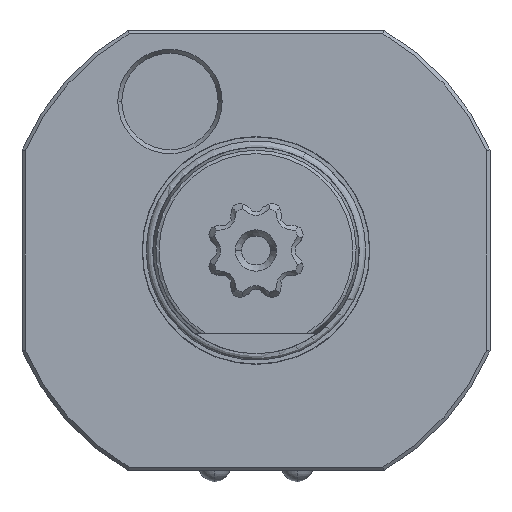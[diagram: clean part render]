
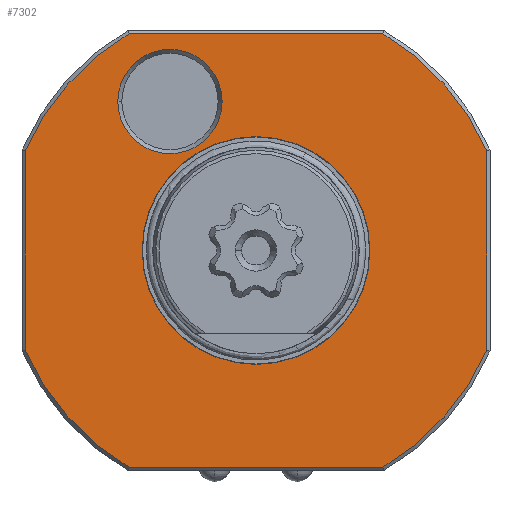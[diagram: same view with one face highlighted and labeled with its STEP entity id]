
A CAD part, left-side view. The second image highlights one B-rep face of the part: STEP entity #7302.
In plain terms, the highlighted planar face has unit normal (-1, 0, 0).
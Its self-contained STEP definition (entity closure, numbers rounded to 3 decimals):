
#234=CARTESIAN_POINT('',(-60.,0.,0.));
#235=DIRECTION('',(1.,0.,0.));
#236=DIRECTION('',(0.,-0.918,-0.397));
#237=AXIS2_PLACEMENT_3D('',#234,#235,#236);
#239=DIRECTION('',(0.,-1.,0.));
#240=VECTOR('',#239,36.878);
#241=CARTESIAN_POINT('',(-60.,18.439,-31.5));
#242=LINE('',#241,#240);
#243=CARTESIAN_POINT('',(-60.,0.,0.));
#244=DIRECTION('',(1.,0.,0.));
#245=DIRECTION('',(0.,0.505,-0.863));
#246=AXIS2_PLACEMENT_3D('',#243,#244,#245);
#248=DIRECTION('',(0.,0.,-1.));
#249=VECTOR('',#248,28.983);
#250=CARTESIAN_POINT('',(-60.,33.5,14.492));
#251=LINE('',#250,#249);
#252=CARTESIAN_POINT('',(-60.,0.,0.));
#253=DIRECTION('',(1.,0.,0.));
#254=DIRECTION('',(0.,0.918,0.397));
#255=AXIS2_PLACEMENT_3D('',#252,#253,#254);
#257=DIRECTION('',(0.,1.,0.));
#258=VECTOR('',#257,36.879);
#259=CARTESIAN_POINT('',(-60.,-18.439,31.5));
#260=LINE('',#259,#258);
#261=CARTESIAN_POINT('',(-60.,0.,0.));
#262=DIRECTION('',(1.,0.,0.));
#263=DIRECTION('',(0.,-0.505,0.863));
#264=AXIS2_PLACEMENT_3D('',#261,#262,#263);
#266=DIRECTION('',(0.,0.,1.));
#267=VECTOR('',#266,28.983);
#268=CARTESIAN_POINT('',(-60.,-33.5,
-14.491));
#269=LINE('',#268,#267);
#270=CARTESIAN_POINT('',(-60.,0.,0.));
#271=DIRECTION('',(1.,0.,0.));
#272=DIRECTION('',(0.,-1.,0.));
#273=AXIS2_PLACEMENT_3D('',#270,#271,#272);
#275=CARTESIAN_POINT('',(-60.,0.,0.));
#276=DIRECTION('',(1.,0.,0.));
#277=DIRECTION('',(0.,1.,0.));
#278=AXIS2_PLACEMENT_3D('',#275,#276,#277);
#280=CARTESIAN_POINT('',(-60.,12.5,21.651));
#281=DIRECTION('',(1.,0.,0.));
#282=DIRECTION('',(0.,-1.,0.));
#283=AXIS2_PLACEMENT_3D('',#280,#281,#282);
#285=CARTESIAN_POINT('',(-60.,12.5,21.651));
#286=DIRECTION('',(1.,0.,0.));
#287=DIRECTION('',(0.,1.,0.));
#288=AXIS2_PLACEMENT_3D('',#285,#286,#287);
#6438=CARTESIAN_POINT('',(-60.,-16.55,0.));
#6439=CARTESIAN_POINT('',(-60.,16.55,0.));
#6440=VERTEX_POINT('',#6438);
#6441=VERTEX_POINT('',#6439);
#6442=CARTESIAN_POINT('',(-60.,4.923,21.651));
#6443=CARTESIAN_POINT('',(-60.,20.077,21.651));
#6444=VERTEX_POINT('',#6442);
#6445=VERTEX_POINT('',#6443);
#6462=CARTESIAN_POINT('',(-60.,-33.5,-14.491));
#6463=CARTESIAN_POINT('',(-60.,-18.439,-31.5));
#6464=VERTEX_POINT('',#6462);
#6465=VERTEX_POINT('',#6463);
#6470=CARTESIAN_POINT('',(-60.,18.439,-31.5));
#6471=CARTESIAN_POINT('',(-60.,33.5,-14.491));
#6472=VERTEX_POINT('',#6470);
#6473=VERTEX_POINT('',#6471);
#6478=CARTESIAN_POINT('',(-60.,33.5,14.492));
#6479=CARTESIAN_POINT('',(-60.,18.44,31.5));
#6480=VERTEX_POINT('',#6478);
#6481=VERTEX_POINT('',#6479);
#6486=CARTESIAN_POINT('',(-60.,-18.44,31.5));
#6487=CARTESIAN_POINT('',(-60.,-33.5,14.492));
#6488=VERTEX_POINT('',#6486);
#6489=VERTEX_POINT('',#6487);
#7268=CARTESIAN_POINT('',(-60.,0.,0.));
#7269=DIRECTION('',(-1.,0.,0.));
#7270=DIRECTION('',(0.,1.,0.));
#7271=AXIS2_PLACEMENT_3D('',#7268,#7269,#7270);
#7272=PLANE('',#7271);
#7274=ORIENTED_EDGE('',*,*,#7273,.T.);
#7276=ORIENTED_EDGE('',*,*,#7275,.F.);
#7278=ORIENTED_EDGE('',*,*,#7277,.T.);
#7280=ORIENTED_EDGE('',*,*,#7279,.F.);
#7281=ORIENTED_EDGE('',*,*,#7258,.T.);
#7283=ORIENTED_EDGE('',*,*,#7282,.F.);
#7285=ORIENTED_EDGE('',*,*,#7284,.T.);
#7287=ORIENTED_EDGE('',*,*,#7286,.F.);
#7288=EDGE_LOOP('',(#7274,#7276,#7278,#7280,#7281,#7283,#7285,#7287));
#7289=FACE_OUTER_BOUND('',#7288,.F.);
#7291=ORIENTED_EDGE('',*,*,#7290,.F.);
#7293=ORIENTED_EDGE('',*,*,#7292,.F.);
#7294=EDGE_LOOP('',(#7291,#7293));
#7295=FACE_BOUND('',#7294,.F.);
#7297=ORIENTED_EDGE('',*,*,#7296,.F.);
#7299=ORIENTED_EDGE('',*,*,#7298,.F.);
#7300=EDGE_LOOP('',(#7297,#7299));
#7301=FACE_BOUND('',#7300,.F.);
#238=CIRCLE('',#237,36.5);
#247=CIRCLE('',#246,36.5);
#256=CIRCLE('',#255,36.501);
#265=CIRCLE('',#264,36.501);
#274=CIRCLE('',#273,16.55);
#279=CIRCLE('',#278,16.55);
#284=CIRCLE('',#283,7.577);
#289=CIRCLE('',#288,7.577);
#7258=EDGE_CURVE('',#6480,#6481,#256,.T.);
#7273=EDGE_CURVE('',#6464,#6465,#238,.T.);
#7275=EDGE_CURVE('',#6472,#6465,#242,.T.);
#7277=EDGE_CURVE('',#6472,#6473,#247,.T.);
#7279=EDGE_CURVE('',#6480,#6473,#251,.T.);
#7282=EDGE_CURVE('',#6488,#6481,#260,.T.);
#7284=EDGE_CURVE('',#6488,#6489,#265,.T.);
#7286=EDGE_CURVE('',#6464,#6489,#269,.T.);
#7290=EDGE_CURVE('',#6440,#6441,#274,.T.);
#7292=EDGE_CURVE('',#6441,#6440,#279,.T.);
#7296=EDGE_CURVE('',#6444,#6445,#284,.T.);
#7298=EDGE_CURVE('',#6445,#6444,#289,.T.);
#7302=ADVANCED_FACE('',(#7289,#7295,#7301),#7272,.T.);
